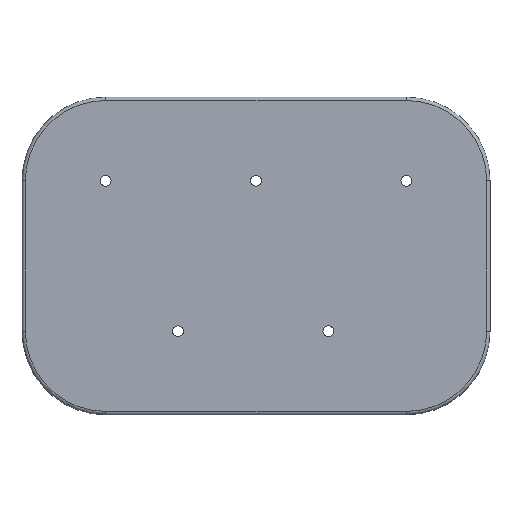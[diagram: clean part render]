
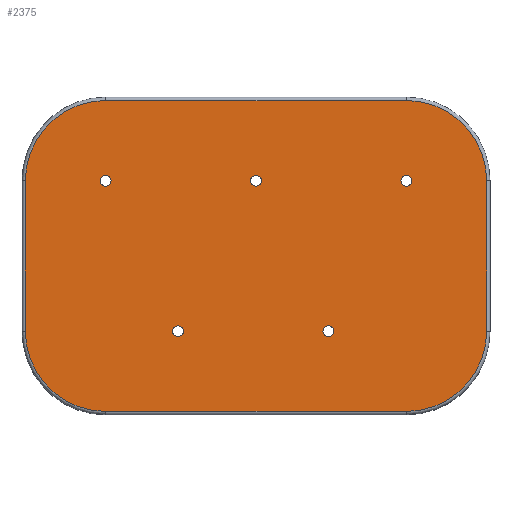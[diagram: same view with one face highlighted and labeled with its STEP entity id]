
A CAD part, top view. The second image highlights one B-rep face of the part: STEP entity #2375.
In plain terms, the highlighted planar face has unit normal (0, 0, 1).
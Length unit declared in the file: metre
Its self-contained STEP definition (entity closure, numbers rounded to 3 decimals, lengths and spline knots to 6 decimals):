
#47=CIRCLE('',#2537,0.00325);
#48=CIRCLE('',#2539,0.00325);
#49=CIRCLE('',#2541,0.00325);
#51=CIRCLE('',#2544,0.00325);
#52=CIRCLE('',#2546,0.00325);
#55=CIRCLE('',#2551,0.048);
#56=CIRCLE('',#2552,0.048);
#57=CIRCLE('',#2553,0.048);
#58=CIRCLE('',#2554,0.048);
#201=ORIENTED_EDGE('',*,*,#853,.T.);
#202=ORIENTED_EDGE('',*,*,#854,.T.);
#203=ORIENTED_EDGE('',*,*,#855,.T.);
#204=ORIENTED_EDGE('',*,*,#856,.T.);
#205=ORIENTED_EDGE('',*,*,#857,.T.);
#206=ORIENTED_EDGE('',*,*,#858,.T.);
#207=ORIENTED_EDGE('',*,*,#859,.T.);
#208=ORIENTED_EDGE('',*,*,#860,.T.);
#209=ORIENTED_EDGE('',*,*,#850,.F.);
#210=ORIENTED_EDGE('',*,*,#849,.F.);
#211=ORIENTED_EDGE('',*,*,#847,.F.);
#212=ORIENTED_EDGE('',*,*,#846,.F.);
#213=ORIENTED_EDGE('',*,*,#845,.F.);
#845=EDGE_CURVE('',#1171,#1171,#47,.T.);
#846=EDGE_CURVE('',#1172,#1172,#48,.T.);
#847=EDGE_CURVE('',#1173,#1173,#49,.T.);
#849=EDGE_CURVE('',#1175,#1175,#51,.T.);
#850=EDGE_CURVE('',#1176,#1176,#52,.T.);
#853=EDGE_CURVE('',#1177,#1178,#1385,.F.);
#854=EDGE_CURVE('',#1178,#1179,#55,.T.);
#855=EDGE_CURVE('',#1179,#1180,#1386,.T.);
#856=EDGE_CURVE('',#1180,#1181,#56,.T.);
#857=EDGE_CURVE('',#1181,#1182,#1387,.T.);
#858=EDGE_CURVE('',#1182,#1183,#57,.T.);
#859=EDGE_CURVE('',#1183,#1184,#1388,.F.);
#860=EDGE_CURVE('',#1184,#1177,#58,.T.);
#1171=VERTEX_POINT('',#3569);
#1172=VERTEX_POINT('',#3572);
#1173=VERTEX_POINT('',#3575);
#1175=VERTEX_POINT('',#3580);
#1176=VERTEX_POINT('',#3583);
#1177=VERTEX_POINT('',#3589);
#1178=VERTEX_POINT('',#3590);
#1179=VERTEX_POINT('',#3592);
#1180=VERTEX_POINT('',#3594);
#1181=VERTEX_POINT('',#3596);
#1182=VERTEX_POINT('',#3598);
#1183=VERTEX_POINT('',#3600);
#1184=VERTEX_POINT('',#3602);
#1385=LINE('',#3588,#1679);
#1386=LINE('',#3593,#1680);
#1387=LINE('',#3597,#1681);
#1388=LINE('',#3601,#1682);
#1679=VECTOR('',#2873,1.);
#1680=VECTOR('',#2876,1.);
#1681=VECTOR('',#2879,1.);
#1682=VECTOR('',#2882,1.);
#1919=EDGE_LOOP('',(#201,#202,#203,#204,#205,#206,#207,#208));
#1920=EDGE_LOOP('',(#209));
#1921=EDGE_LOOP('',(#210));
#1922=EDGE_LOOP('',(#211));
#1923=EDGE_LOOP('',(#212));
#1924=EDGE_LOOP('',(#213));
#2097=FACE_BOUND('',#1919,.T.);
#2098=FACE_BOUND('',#1920,.T.);
#2099=FACE_BOUND('',#1921,.T.);
#2100=FACE_BOUND('',#1922,.T.);
#2101=FACE_BOUND('',#1923,.T.);
#2102=FACE_BOUND('',#1924,.T.);
#2247=PLANE('',#2550);
#2375=ADVANCED_FACE('',(#2097,#2098,#2099,#2100,#2101,#2102),#2247,.T.);
#2537=AXIS2_PLACEMENT_3D('',#3568,#2845,#2846);
#2539=AXIS2_PLACEMENT_3D('',#3571,#2849,#2850);
#2541=AXIS2_PLACEMENT_3D('',#3574,#2853,#2854);
#2544=AXIS2_PLACEMENT_3D('',#3579,#2859,#2860);
#2546=AXIS2_PLACEMENT_3D('',#3582,#2863,#2864);
#2550=AXIS2_PLACEMENT_3D('',#3587,#2871,#2872);
#2551=AXIS2_PLACEMENT_3D('',#3591,#2874,#2875);
#2552=AXIS2_PLACEMENT_3D('',#3595,#2877,#2878);
#2553=AXIS2_PLACEMENT_3D('',#3599,#2880,#2881);
#2554=AXIS2_PLACEMENT_3D('',#3603,#2883,#2884);
#2845=DIRECTION('',(0.,0.,1.));
#2846=DIRECTION('',(1.,0.,0.));
#2849=DIRECTION('',(0.,0.,1.));
#2850=DIRECTION('',(1.,0.,0.));
#2853=DIRECTION('',(0.,0.,1.));
#2854=DIRECTION('',(1.,0.,0.));
#2859=DIRECTION('',(0.,0.,1.));
#2860=DIRECTION('',(1.,0.,0.));
#2863=DIRECTION('',(0.,0.,1.));
#2864=DIRECTION('',(1.,0.,0.));
#2871=DIRECTION('',(0.,0.,1.));
#2872=DIRECTION('',(1.,0.,0.));
#2873=DIRECTION('',(1.,0.,0.));
#2874=DIRECTION('',(0.,0.,1.));
#2875=DIRECTION('',(1.,0.,0.));
#2876=DIRECTION('',(0.,-1.,0.));
#2877=DIRECTION('',(0.,0.,1.));
#2878=DIRECTION('',(1.,0.,0.));
#2879=DIRECTION('',(1.,0.,0.));
#2880=DIRECTION('',(0.,0.,1.));
#2881=DIRECTION('',(1.,0.,0.));
#2882=DIRECTION('',(0.,-1.,0.));
#2883=DIRECTION('',(0.,0.,1.));
#2884=DIRECTION('',(1.,0.,0.));
#3568=CARTESIAN_POINT('',(-0.094927,0.088492,-0.0018));
#3569=CARTESIAN_POINT('',(-0.091677,0.088492,-0.0018));
#3571=CARTESIAN_POINT('',(-0.004927,0.088492,-0.0018));
#3572=CARTESIAN_POINT('',(-0.001677,0.088492,-0.0018));
#3574=CARTESIAN_POINT('',(0.085073,0.088492,-0.0018));
#3575=CARTESIAN_POINT('',(0.088323,0.088492,-0.0018));
#3579=CARTESIAN_POINT('',(-0.051594,-0.001508,-0.0018));
#3580=CARTESIAN_POINT('',(-0.048344,-0.001508,-0.0018));
#3582=CARTESIAN_POINT('',(0.038406,-0.001508,-0.0018));
#3583=CARTESIAN_POINT('',(0.041656,-0.001508,-0.0018));
#3587=CARTESIAN_POINT('',(-0.004927,0.043492,-0.0018));
#3588=CARTESIAN_POINT('',(-0.004927,0.136492,-0.0018));
#3589=CARTESIAN_POINT('',(0.085073,0.136492,-0.0018));
#3590=CARTESIAN_POINT('',(-0.094927,0.136492,-0.0018));
#3591=CARTESIAN_POINT('',(-0.094927,0.088492,-0.0018));
#3592=CARTESIAN_POINT('',(-0.142927,0.088492,-0.0018));
#3593=CARTESIAN_POINT('',(-0.142927,-0.001508,-0.0018));
#3594=CARTESIAN_POINT('',(-0.142927,-0.001508,-0.0018));
#3595=CARTESIAN_POINT('',(-0.094927,-0.001508,-0.0018));
#3596=CARTESIAN_POINT('',(-0.094927,-0.049508,-0.0018));
#3597=CARTESIAN_POINT('',(0.085073,-0.049508,-0.0018));
#3598=CARTESIAN_POINT('',(0.085073,-0.049508,-0.0018));
#3599=CARTESIAN_POINT('',(0.085073,-0.001508,-0.0018));
#3600=CARTESIAN_POINT('',(0.133073,-0.001508,-0.0018));
#3601=CARTESIAN_POINT('',(0.133073,0.043492,-0.0018));
#3602=CARTESIAN_POINT('',(0.133073,0.088492,-0.0018));
#3603=CARTESIAN_POINT('',(0.085073,0.088492,-0.0018));
